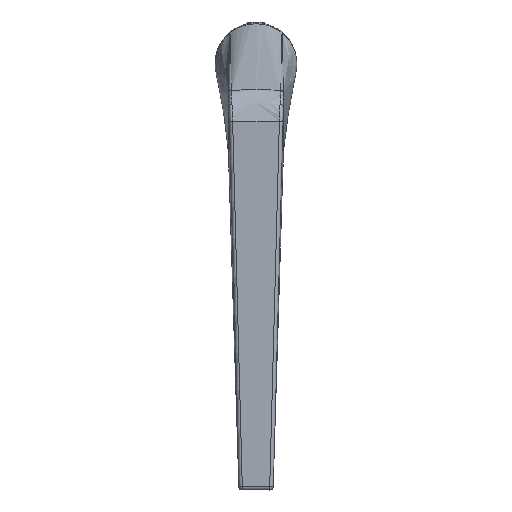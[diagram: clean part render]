
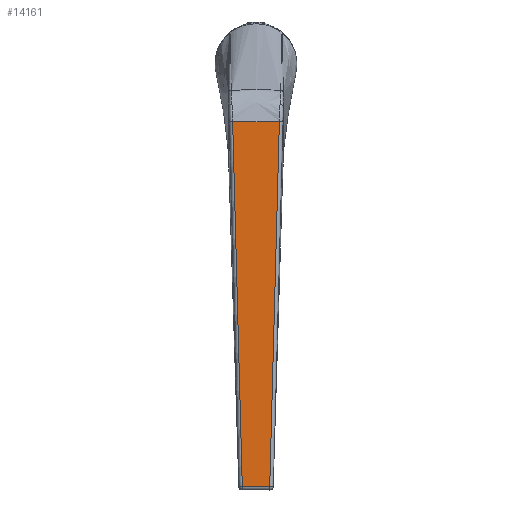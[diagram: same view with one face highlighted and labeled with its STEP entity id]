
A CAD part, left-side view. The second image highlights one B-rep face of the part: STEP entity #14161.
In plain terms, the highlighted face is planar.
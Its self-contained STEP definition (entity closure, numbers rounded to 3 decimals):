
#112 = CARTESIAN_POINT ( 'NONE',  ( -123.997, 4.026, 67.997 ) ) ;
#434 = CARTESIAN_POINT ( 'NONE',  ( -16.937, 6.851, 67.709 ) ) ;
#530 = CARTESIAN_POINT ( 'NONE',  ( -65.131, -5.579, 67.839 ) ) ;
#583 = CARTESIAN_POINT ( 'NONE',  ( -16.937, -6.851, 67.709 ) ) ;
#646 = DIRECTION ( 'NONE',  ( 0., -1., 0. ) ) ;
#675 = EDGE_CURVE ( 'NONE', #6986, #1600, #12570, .T. ) ;
#828 = CARTESIAN_POINT ( 'NONE',  ( -16.937, -6.851, 67.709 ) ) ;
#1586 = CARTESIAN_POINT ( 'NONE',  ( -16.652, 2.287, 67.708 ) ) ;
#1600 = VERTEX_POINT ( 'NONE', #112 ) ;
#1718 = ORIENTED_EDGE ( 'NONE', *, *, #3895, .T. ) ;
#2313 = DIRECTION ( 'NONE',  ( 1., 0., -0.003 ) ) ;
#2377 = CARTESIAN_POINT ( 'NONE',  ( -65.13, 5.579, 67.839 ) ) ;
#2436 = B_SPLINE_CURVE_WITH_KNOTS ( 'NONE', 3,
 ( #583, #5081, #13938, #1586, #12929, #434 ),
 .UNSPECIFIED., .F., .F.,
 ( 4, 2, 4 ),
 ( 0.001, 0.008, 0.015 ),
 .UNSPECIFIED. ) ;
#2521 = VECTOR ( 'NONE', #646, 1000. ) ;
#2804 = CARTESIAN_POINT ( 'NONE',  ( -36.215, -6.342, 67.761 ) ) ;
#2918 = CARTESIAN_POINT ( 'NONE',  ( -123.997, -4., 67.997 ) ) ;
#3009 = EDGE_CURVE ( 'NONE', #12138, #6986, #2436, .T. ) ;
#3473 = CARTESIAN_POINT ( 'NONE',  ( -74.769, 5.325, 67.865 ) ) ;
#3527 = CARTESIAN_POINT ( 'NONE',  ( -36.215, 6.342, 67.761 ) ) ;
#3652 = DIRECTION ( 'NONE',  ( 0.003, 0., 1. ) ) ;
#3741 = EDGE_CURVE ( 'NONE', #4524, #12138, #13970, .T. ) ;
#3895 = EDGE_CURVE ( 'NONE', #1600, #4524, #5482, .T. ) ;
#4514 = CARTESIAN_POINT ( 'NONE',  ( -16.937, -6.851, 67.709 ) ) ;
#4524 = VERTEX_POINT ( 'NONE', #8383 ) ;
#4526 = CARTESIAN_POINT ( 'NONE',  ( -16.937, 6.851, 67.709 ) ) ;
#4624 = CARTESIAN_POINT ( 'NONE',  ( -55.492, 5.833, 67.813 ) ) ;
#5081 = CARTESIAN_POINT ( 'NONE',  ( -16.758, -4.571, 67.708 ) ) ;
#5482 = LINE ( 'NONE', #2918, #2521 ) ;
#5597 = ORIENTED_EDGE ( 'NONE', *, *, #3009, .T. ) ;
#5647 = CARTESIAN_POINT ( 'NONE',  ( -26.576, 6.596, 67.735 ) ) ;
#5699 = CARTESIAN_POINT ( 'NONE',  ( -84.408, 5.07, 67.891 ) ) ;
#5751 = CARTESIAN_POINT ( 'NONE',  ( -45.853, 6.088, 67.787 ) ) ;
#6025 = CARTESIAN_POINT ( 'NONE',  ( -123.997, -4.026, 67.997 ) ) ;
#6122 = CARTESIAN_POINT ( 'NONE',  ( -94.046, -4.816, 67.917 ) ) ;
#6885 = CARTESIAN_POINT ( 'NONE',  ( -123.997, 4.026, 67.997 ) ) ;
#6986 = VERTEX_POINT ( 'NONE', #11022 ) ;
#7202 = CARTESIAN_POINT ( 'NONE',  ( -55.492, -5.833, 67.813 ) ) ;
#7293 = CARTESIAN_POINT ( 'NONE',  ( -110.456, -4.383, 67.961 ) ) ;
#8383 = CARTESIAN_POINT ( 'NONE',  ( -123.997, -4.026, 67.997 ) ) ;
#8384 = CARTESIAN_POINT ( 'NONE',  ( -45.853, -6.088, 67.787 ) ) ;
#9137 = CARTESIAN_POINT ( 'NONE',  ( -10.309, 0., 67.691 ) ) ;
#10108 = FACE_OUTER_BOUND ( 'NONE', #10354, .T. ) ;
#10354 = EDGE_LOOP ( 'NONE', ( #13360, #1718, #13589, #5597 ) ) ;
#11022 = CARTESIAN_POINT ( 'NONE',  ( -16.937, 6.851, 67.709 ) ) ;
#11262 = PLANE ( 'NONE',  #12485 ) ;
#11647 = CARTESIAN_POINT ( 'NONE',  ( -117.227, -4.205, 67.979 ) ) ;
#12138 = VERTEX_POINT ( 'NONE', #4514 ) ;
#12464 = CARTESIAN_POINT ( 'NONE',  ( -110.456, 4.383, 67.961 ) ) ;
#12485 = AXIS2_PLACEMENT_3D ( 'NONE', #9137, #3652, #2313 ) ;
#12512 = CARTESIAN_POINT ( 'NONE',  ( -94.046, 4.816, 67.917 ) ) ;
#12570 = B_SPLINE_CURVE_WITH_KNOTS ( 'NONE', 3,
 ( #4526, #5647, #3527, #5751, #4624, #2377, #3473, #5699, #12512, #13526, #12464, #13630, #6885 ),
 .UNSPECIFIED., .F., .F.,
 ( 4, 3, 3, 3, 4 ),
 ( 0., 0.029, 0.058, 0.087, 0.107 ),
 .UNSPECIFIED. ) ;
#12794 = CARTESIAN_POINT ( 'NONE',  ( -103.685, -4.562, 67.943 ) ) ;
#12929 = CARTESIAN_POINT ( 'NONE',  ( -16.758, 4.571, 67.708 ) ) ;
#13165 = CARTESIAN_POINT ( 'NONE',  ( -26.576, -6.596, 67.735 ) ) ;
#13360 = ORIENTED_EDGE ( 'NONE', *, *, #675, .T. ) ;
#13526 = CARTESIAN_POINT ( 'NONE',  ( -103.685, 4.562, 67.943 ) ) ;
#13589 = ORIENTED_EDGE ( 'NONE', *, *, #3741, .T. ) ;
#13630 = CARTESIAN_POINT ( 'NONE',  ( -117.226, 4.205, 67.979 ) ) ;
#13900 = CARTESIAN_POINT ( 'NONE',  ( -84.408, -5.07, 67.891 ) ) ;
#13938 = CARTESIAN_POINT ( 'NONE',  ( -16.652, -2.287, 67.708 ) ) ;
#13940 = CARTESIAN_POINT ( 'NONE',  ( -74.769, -5.325, 67.865 ) ) ;
#13970 = B_SPLINE_CURVE_WITH_KNOTS ( 'NONE', 3,
 ( #6025, #11647, #7293, #12794, #6122, #13900, #13940, #530, #7202, #8384, #2804, #13165, #828 ),
 .UNSPECIFIED., .F., .F.,
 ( 4, 3, 3, 3, 4 ),
 ( 0.001, 0.021, 0.05, 0.079, 0.108 ),
 .UNSPECIFIED. ) ;
#14161 = ADVANCED_FACE ( 'NONE', ( #10108 ), #11262, .T. ) ;
